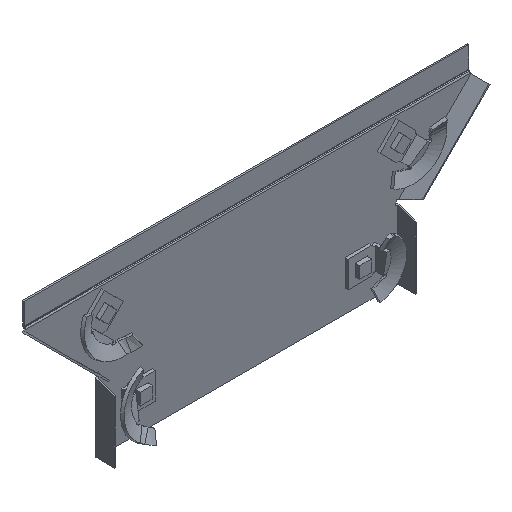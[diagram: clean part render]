
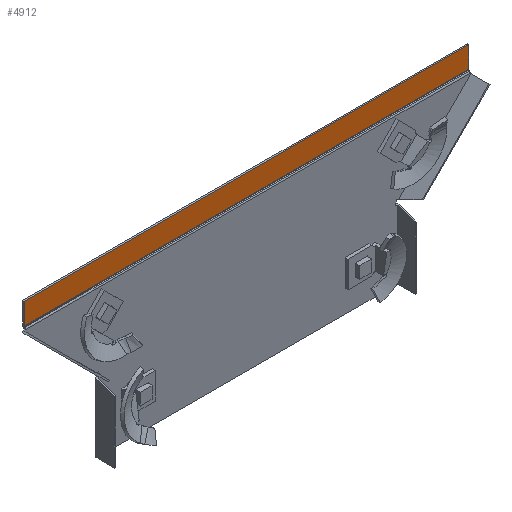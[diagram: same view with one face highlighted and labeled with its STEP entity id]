
A CAD part, isometric view. The second image highlights one B-rep face of the part: STEP entity #4912.
In plain terms, the highlighted planar face has unit normal (0, -1, 0).
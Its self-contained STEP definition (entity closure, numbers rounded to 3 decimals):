
#153 = VERTEX_POINT ( 'NONE', #6020 ) ;
#220 = CARTESIAN_POINT ( 'NONE',  ( -150., -0.066, -14.527 ) ) ;
#348 = AXIS2_PLACEMENT_3D ( 'NONE', #5669, #3163, #1304 ) ;
#514 = VECTOR ( 'NONE', #3563, 1000. ) ;
#1062 = LINE ( 'NONE', #2101, #514 ) ;
#1304 = DIRECTION ( 'NONE',  ( 0., 0., -1. ) ) ;
#1595 = VECTOR ( 'NONE', #5632, 1000. ) ;
#1690 = VECTOR ( 'NONE', #5765, 1000. ) ;
#1750 = VECTOR ( 'NONE', #5763, 1000. ) ;
#1874 = EDGE_CURVE ( 'NONE', #4020, #153, #5457, .T. ) ;
#2096 = EDGE_CURVE ( 'NONE', #153, #5489, #1062, .T. ) ;
#2101 = CARTESIAN_POINT ( 'NONE',  ( 150., -0.066, -0.144 ) ) ;
#2171 = CARTESIAN_POINT ( 'NONE',  ( 150., -0.066, -14.527 ) ) ;
#2278 = ORIENTED_EDGE ( 'NONE', *, *, #4337, .F. ) ;
#2689 = PLANE ( 'NONE',  #348 ) ;
#2724 = CARTESIAN_POINT ( 'NONE',  ( 150., -0.066, -0.144 ) ) ;
#2768 = ORIENTED_EDGE ( 'NONE', *, *, #3329, .T. ) ;
#2916 = ORIENTED_EDGE ( 'NONE', *, *, #1874, .F. ) ;
#3163 = DIRECTION ( 'NONE',  ( 0., -1., 0. ) ) ;
#3329 = EDGE_CURVE ( 'NONE', #4020, #4857, #4304, .T. ) ;
#3491 = LINE ( 'NONE', #5290, #1690 ) ;
#3563 = DIRECTION ( 'NONE',  ( 1., 0., 0. ) ) ;
#3684 = CARTESIAN_POINT ( 'NONE',  ( -150., -0.066, -0.144 ) ) ;
#3810 = CARTESIAN_POINT ( 'NONE',  ( -150., -0.066, -14.527 ) ) ;
#4020 = VERTEX_POINT ( 'NONE', #220 ) ;
#4240 = ORIENTED_EDGE ( 'NONE', *, *, #2096, .F. ) ;
#4304 = LINE ( 'NONE', #3810, #1750 ) ;
#4337 = EDGE_CURVE ( 'NONE', #5489, #4857, #3491, .T. ) ;
#4340 = EDGE_LOOP ( 'NONE', ( #2916, #2768, #2278, #4240 ) ) ;
#4857 = VERTEX_POINT ( 'NONE', #2171 ) ;
#4912 = ADVANCED_FACE ( 'NONE', ( #5305 ), #2689, .T. ) ;
#5290 = CARTESIAN_POINT ( 'NONE',  ( 150., -0.066, -0.144 ) ) ;
#5305 = FACE_OUTER_BOUND ( 'NONE', #4340, .T. ) ;
#5457 = LINE ( 'NONE', #3684, #1595 ) ;
#5489 = VERTEX_POINT ( 'NONE', #2724 ) ;
#5632 = DIRECTION ( 'NONE',  ( 0., 0., 1. ) ) ;
#5669 = CARTESIAN_POINT ( 'NONE',  ( -150., -0.066, -115.344 ) ) ;
#5763 = DIRECTION ( 'NONE',  ( 1., 0., 0. ) ) ;
#5765 = DIRECTION ( 'NONE',  ( 0., 0., -1. ) ) ;
#6020 = CARTESIAN_POINT ( 'NONE',  ( -150., -0.066, -0.144 ) ) ;
